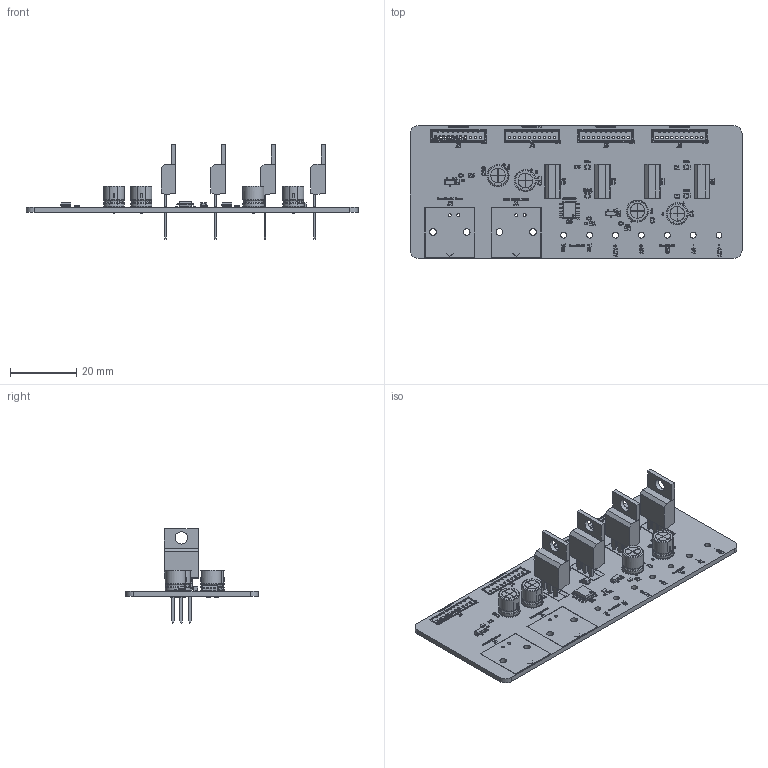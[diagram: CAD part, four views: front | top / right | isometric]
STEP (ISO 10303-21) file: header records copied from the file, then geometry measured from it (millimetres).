
FILE_DESCRIPTION(('KiCad electronic assembly'),'2;1');
FILE_NAME('3dmodel.step','2025-07-27T12:37:14',('Pcbnew'),('Kicad'), 'Open CASCADE STEP processor 7.9','KiCad to STEP converter','Unknown' );
FILE_SCHEMA(('AUTOMOTIVE_DESIGN { 1 0 10303 214 1 1 1 1 }'));
Length unit declared in the file: millimetre
Products named in the file (9): 3dmodel 1; SOT-23; SOIC-8_3.9x4.9mm_P1.27mm; TO-220-3_Vertical; C_0805_2012Metric; R_0603_1608Metric; CP_Radial_D6.3mm_P2.50mm; psu_linear_reg_silkscreen; psu_linear_reg_PCB
Assembly tree (20 placements, depth 2):
  3dmodel 1
    SOT-23  x2
    SOIC-8_3.9x4.9mm_P1.27mm
    TO-220-3_Vertical  x4
    C_0805_2012Metric  x4
    R_0603_1608Metric  x3
    CP_Radial_D6.3mm_P2.50mm  x4
    psu_linear_reg_silkscreen
    psu_linear_reg_PCB
Bounding box: 100 x 40 x 28.52 mm (x, y, z)
Volume: 8711.9 mm3; surface area: 12339.2 mm2
Topology: 19 solids, 415 shells, 1328 faces, 9235 edges, 8368 vertices
Faces by surface type: plane 977, cylinder 263, bspline 64, revolution 16, torus 8
Full cylindrical faces by diameter (mm): 0.5 x8, 0.73 x40, 0.8 x8, 0.89 x4, 1.1 x12, 1.75 x7, 2.01 x4, 3.735 x4
Entity records: 81499 total; most frequent: CARTESIAN_POINT 17080, DIRECTION 11566, ORIENTED_EDGE 9174, EDGE_CURVE 7975, VERTEX_POINT 7549, LINE 5912, VECTOR 5912, AXIS2_PLACEMENT_3D 2825
